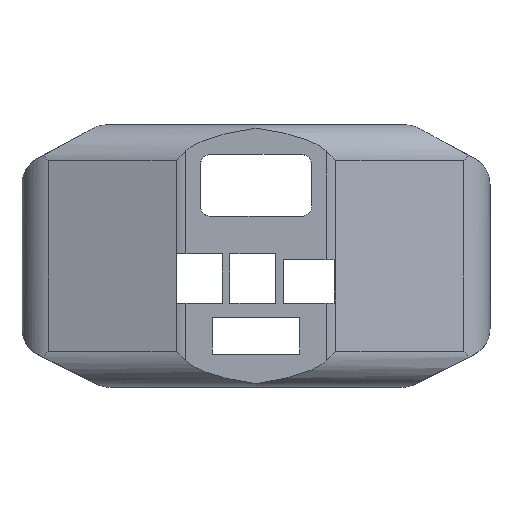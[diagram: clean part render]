
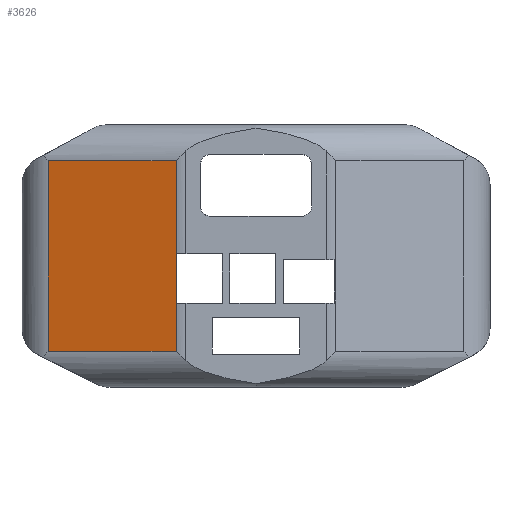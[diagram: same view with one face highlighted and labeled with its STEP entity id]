
A CAD part, top view. The second image highlights one B-rep face of the part: STEP entity #3626.
In plain terms, the highlighted face is planar.
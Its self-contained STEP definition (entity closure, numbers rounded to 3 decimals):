
#351=FACE_OUTER_BOUND('',#544,.T.);
#544=EDGE_LOOP('',(#3079,#3080,#3081,#3082));
#738=LINE('',#5406,#1142);
#950=LINE('',#6031,#1354);
#951=LINE('',#6032,#1355);
#952=LINE('',#6033,#1356);
#1142=VECTOR('',#4314,1000.);
#1354=VECTOR('',#4826,1000.);
#1355=VECTOR('',#4827,1000.);
#1356=VECTOR('',#4828,1000.);
#1569=VERTEX_POINT('',#5403);
#1570=VERTEX_POINT('',#5405);
#1738=VERTEX_POINT('',#6029);
#1739=VERTEX_POINT('',#6030);
#1952=EDGE_CURVE('',#1570,#1569,#738,.T.);
#2225=EDGE_CURVE('',#1738,#1739,#950,.T.);
#2226=EDGE_CURVE('',#1739,#1570,#951,.T.);
#2227=EDGE_CURVE('',#1569,#1738,#952,.T.);
#3079=ORIENTED_EDGE('',*,*,#2225,.T.);
#3080=ORIENTED_EDGE('',*,*,#2226,.T.);
#3081=ORIENTED_EDGE('',*,*,#1952,.T.);
#3082=ORIENTED_EDGE('',*,*,#2227,.T.);
#3461=PLANE('',#3929);
#3626=ADVANCED_FACE('',(#351),#3461,.F.);
#3929=AXIS2_PLACEMENT_3D('',#6028,#4824,#4825);
#4314=DIRECTION('',(-0.962,0.,0.272));
#4824=DIRECTION('center_axis',(-0.272,0.,-0.962));
#4825=DIRECTION('ref_axis',(-0.962,0.,0.272));
#4826=DIRECTION('',(0.962,0.,-0.272));
#4827=DIRECTION('',(0.,1.,0.));
#4828=DIRECTION('',(0.,-1.,0.));
#5403=CARTESIAN_POINT('',(-312.598,-50.631,-321.204));
#5405=CARTESIAN_POINT('',(-269.932,-50.631,-333.279));
#5406=CARTESIAN_POINT('',(-314.2,-50.631,-320.75));
#6028=CARTESIAN_POINT('Origin',(-314.2,-126.131,-320.75));
#6029=CARTESIAN_POINT('',(-312.598,-114.131,-321.204));
#6030=CARTESIAN_POINT('',(-269.932,-114.131,-333.279));
#6031=CARTESIAN_POINT('',(-287.2,-114.131,-328.392));
#6032=CARTESIAN_POINT('',(-269.932,-52.131,-333.279));
#6033=CARTESIAN_POINT('',(-312.598,-38.631,-321.204));
